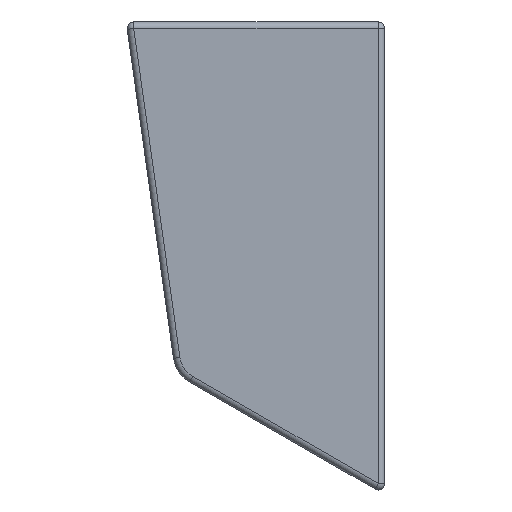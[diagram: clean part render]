
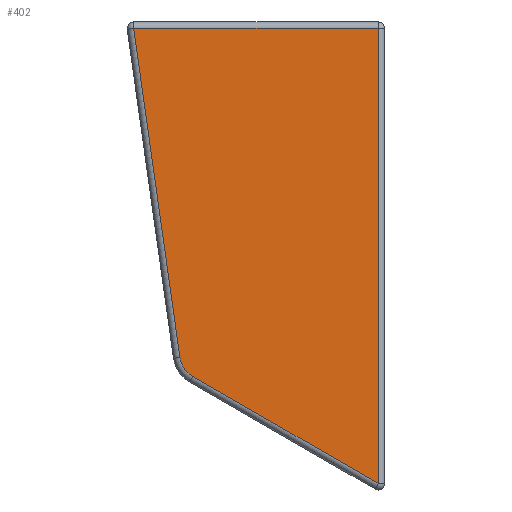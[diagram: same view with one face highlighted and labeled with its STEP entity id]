
A CAD part, left-side view. The second image highlights one B-rep face of the part: STEP entity #402.
In plain terms, the highlighted planar face has unit normal (-1, 0, 0).
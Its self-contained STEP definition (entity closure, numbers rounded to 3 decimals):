
#82 = CARTESIAN_POINT ( 'NONE',  ( 0., 38.85, -1. ) ) ;
#87 = EDGE_CURVE ( 'NONE', #1640, #925, #1919, .T. ) ;
#277 = DIRECTION ( 'NONE',  ( 0., 0., -1. ) ) ;
#298 = DIRECTION ( 'NONE',  ( 0., 0., 1. ) ) ;
#318 = VECTOR ( 'NONE', #1232, 1000. ) ;
#329 = CARTESIAN_POINT ( 'NONE',  ( 0., 31.695, -51.911 ) ) ;
#352 = VECTOR ( 'NONE', #997, 1000. ) ;
#374 = CARTESIAN_POINT ( 'NONE',  ( 0., 0., -1. ) ) ;
#402 = ADVANCED_FACE ( 'NONE', ( #501 ), #818, .F. ) ;
#432 = ORIENTED_EDGE ( 'NONE', *, *, #1284, .T. ) ;
#445 = EDGE_CURVE ( 'NONE', #1096, #1640, #513, .T. ) ;
#457 = EDGE_LOOP ( 'NONE', ( #1120, #1252, #1292, #432, #1501 ) ) ;
#477 = CARTESIAN_POINT ( 'NONE',  ( 0., 29.734, -54.818 ) ) ;
#501 = FACE_OUTER_BOUND ( 'NONE', #457, .T. ) ;
#513 = LINE ( 'NONE', #520, #1257 ) ;
#520 = CARTESIAN_POINT ( 'NONE',  ( 0., 31.17, -53.989 ) ) ;
#552 = CARTESIAN_POINT ( 'NONE',  ( 0., 1., 0. ) ) ;
#705 = DIRECTION ( 'NONE',  ( -1., 0., 0. ) ) ;
#778 = VERTEX_POINT ( 'NONE', #329 ) ;
#818 = PLANE ( 'NONE',  #879 ) ;
#857 = LINE ( 'NONE', #1907, #352 ) ;
#879 = AXIS2_PLACEMENT_3D ( 'NONE', #1592, #1314, #955 ) ;
#886 = CARTESIAN_POINT ( 'NONE',  ( 0., 1., -71.407 ) ) ;
#925 = VERTEX_POINT ( 'NONE', #1914 ) ;
#926 = VERTEX_POINT ( 'NONE', #82 ) ;
#955 = DIRECTION ( 'NONE',  ( 0., 0., -1. ) ) ;
#961 = LINE ( 'NONE', #374, #318 ) ;
#997 = DIRECTION ( 'NONE',  ( 0., -0.139, -0.99 ) ) ;
#1096 = VERTEX_POINT ( 'NONE', #477 ) ;
#1120 = ORIENTED_EDGE ( 'NONE', *, *, #87, .T. ) ;
#1225 = AXIS2_PLACEMENT_3D ( 'NONE', #1333, #705, #277 ) ;
#1232 = DIRECTION ( 'NONE',  ( 0., 1., 0. ) ) ;
#1252 = ORIENTED_EDGE ( 'NONE', *, *, #1340, .T. ) ;
#1257 = VECTOR ( 'NONE', #1754, 1000. ) ;
#1284 = EDGE_CURVE ( 'NONE', #778, #1096, #1683, .T. ) ;
#1292 = ORIENTED_EDGE ( 'NONE', *, *, #1508, .T. ) ;
#1314 = DIRECTION ( 'NONE',  ( 1., 0., 0. ) ) ;
#1333 = CARTESIAN_POINT ( 'NONE',  ( 0., 27.734, -51.354 ) ) ;
#1340 = EDGE_CURVE ( 'NONE', #925, #926, #961, .T. ) ;
#1412 = VECTOR ( 'NONE', #298, 1000. ) ;
#1501 = ORIENTED_EDGE ( 'NONE', *, *, #445, .T. ) ;
#1508 = EDGE_CURVE ( 'NONE', #926, #778, #857, .T. ) ;
#1592 = CARTESIAN_POINT ( 'NONE',  ( 0., 0., 0. ) ) ;
#1640 = VERTEX_POINT ( 'NONE', #886 ) ;
#1683 = CIRCLE ( 'NONE', #1225, 4. ) ;
#1754 = DIRECTION ( 'NONE',  ( 0., -0.866, -0.5 ) ) ;
#1907 = CARTESIAN_POINT ( 'NONE',  ( 0., 38.235, -5.374 ) ) ;
#1914 = CARTESIAN_POINT ( 'NONE',  ( 0., 1., -1. ) ) ;
#1919 = LINE ( 'NONE', #552, #1412 ) ;
